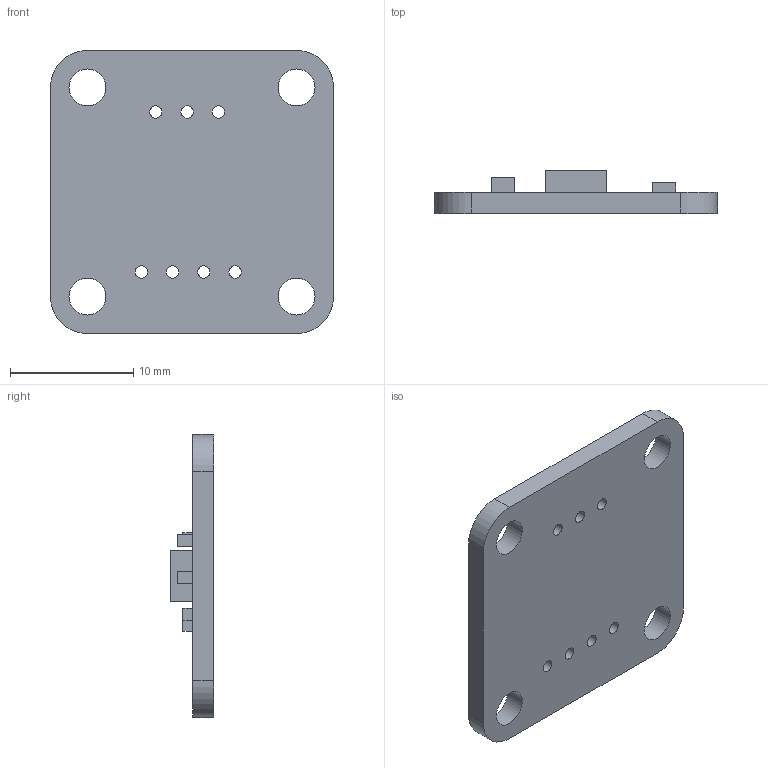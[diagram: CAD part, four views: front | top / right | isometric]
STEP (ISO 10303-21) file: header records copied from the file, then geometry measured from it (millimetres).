
FILE_DESCRIPTION(/* description */ (''),/* implementation_level */ '2;1');
FILE_NAME(/* name */ 'AS5600 v1.step',/* time_stamp */ '2021-05-19T16:43:04+02:00',/* author */ (''),/* organization */ (''),/* preprocessor_version */ 'ST-DEVELOPER v18.1',/* originating_system */ 'Autodesk Translation Framework v10.6.0.1341',/* authorisation */ '');
FILE_SCHEMA (('AUTOMOTIVE_DESIGN { 1 0 10303 214 3 1 1 }'));
Length unit declared in the file: millimetre
Products named in the file (1): AS5600
Bounding box: 23 x 3.5 x 23 mm (x, y, z)
Volume: 877.2 mm3; surface area: 1289.7 mm2
Topology: 1 solids, 1 shells, 56 faces, 141 edges, 94 vertices
Faces by surface type: plane 41, cylinder 15
Full cylindrical faces by diameter (mm): 1 x7, 3 x4
Entity records: 1836 total; most frequent: CARTESIAN_POINT 292, DIRECTION 285, ORIENTED_EDGE 282, EDGE_CURVE 141, LINE 111, VECTOR 111, VERTEX_POINT 94, AXIS2_PLACEMENT_3D 87
